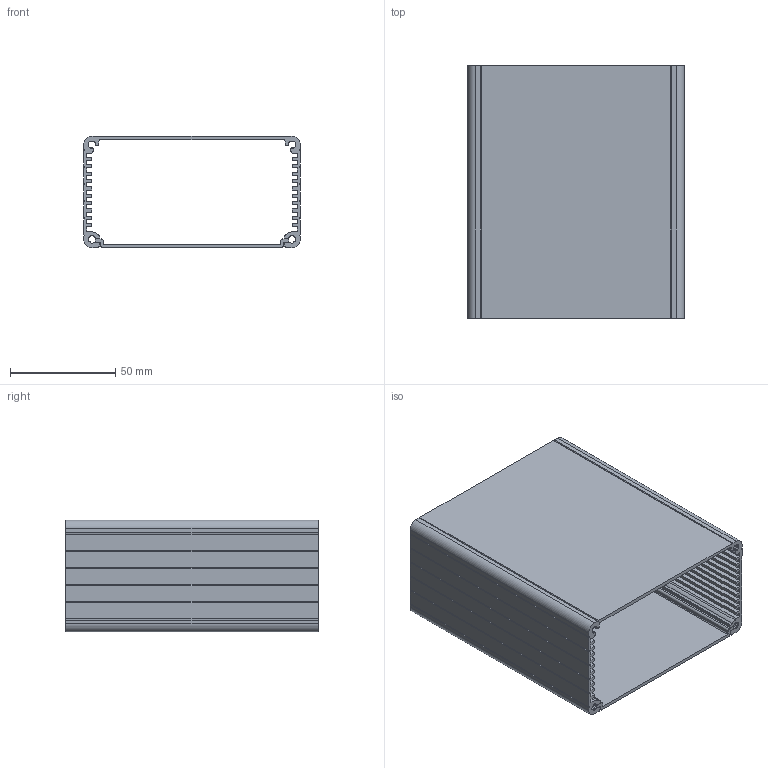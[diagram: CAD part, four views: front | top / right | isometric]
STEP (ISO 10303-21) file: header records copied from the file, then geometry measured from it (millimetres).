
FILE_DESCRIPTION(('FreeCAD Model'),'2;1');
FILE_NAME('hammond_1455N1201_case.step','2019-09-14T22:35:45',('Author'),(''), 'Open CASCADE STEP processor 7.3','FreeCAD','Unknown');
FILE_SCHEMA(('AUTOMOTIVE_DESIGN { 1 0 10303 214 1 1 1 1 }'));
Length unit declared in the file: millimetre
Products named in the file (4): 1455N1201; 1455_Box_and_Cover_120mm; 1455N_Extrusion_120mm; 1455N_Cover_120mm
Assembly tree (3 placements, depth 3):
  1455N1201
    1455_Box_and_Cover_120mm
      1455N_Extrusion_120mm
      1455N_Cover_120mm
Bounding box: 103 x 120 x 53 mm (x, y, z)
Volume: 77054.6 mm3; surface area: 92919.6 mm2
Topology: 2 solids, 2 shells, 244 faces, 720 edges, 480 vertices
Faces by surface type: plane 136, cylinder 108
Entity records: 17947 total; most frequent: CARTESIAN_POINT 3536, DIRECTION 2764, LINE 1728, VECTOR 1728, ORIENTED_EDGE 1440, PCURVE 1440, DEFINITIONAL_REPRESENTATION 1440, EDGE_CURVE 720
